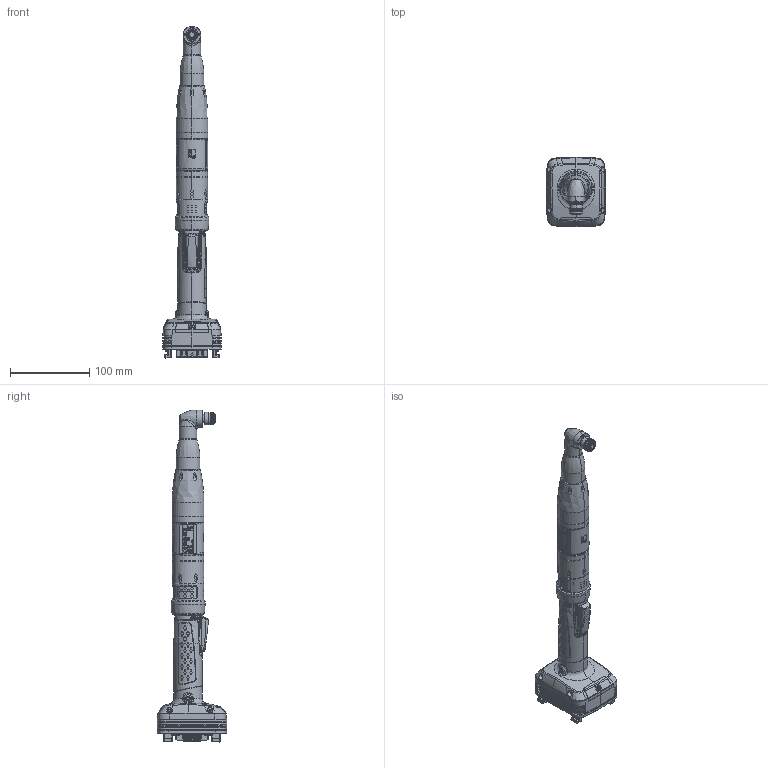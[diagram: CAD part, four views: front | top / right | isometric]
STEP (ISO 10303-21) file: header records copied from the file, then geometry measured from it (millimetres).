
FILE_DESCRIPTION((''),'2;1');
FILE_NAME('EXT_COMP_SW0004','2022-12-11T15:43:45',('INEdipo'),(''),'CREO PARAMETRIC BY PTC INC, 2020281','CREO PARAMETRIC BY PTC INC, 2020281','');
FILE_SCHEMA(('CONFIG_CONTROL_DESIGN'));
Products named in the file (1): EXT_COMP_SW0004
Bounding box: 74.42 x 88.48 x 420.1 mm (x, y, z)
Volume: 603379.3 mm3; surface area: 85381 mm2
Topology: 1 solids, 4 shells, 4846 faces, 12809 edges, 8282 vertices
Faces by surface type: plane 1488, extrusion 1066, bspline 1045, cylinder 993, cone 125, torus 100, sphere 22, revolution 7
Entity records: 214182 total; most frequent: CARTESIAN_POINT 107459, ORIENTED_EDGE 25572, DIRECTION 15472, EDGE_CURVE 12786, VERTEX_POINT 8281, B_SPLINE_CURVE_WITH_KNOTS 6763, VECTOR 6315, LINE 5249
